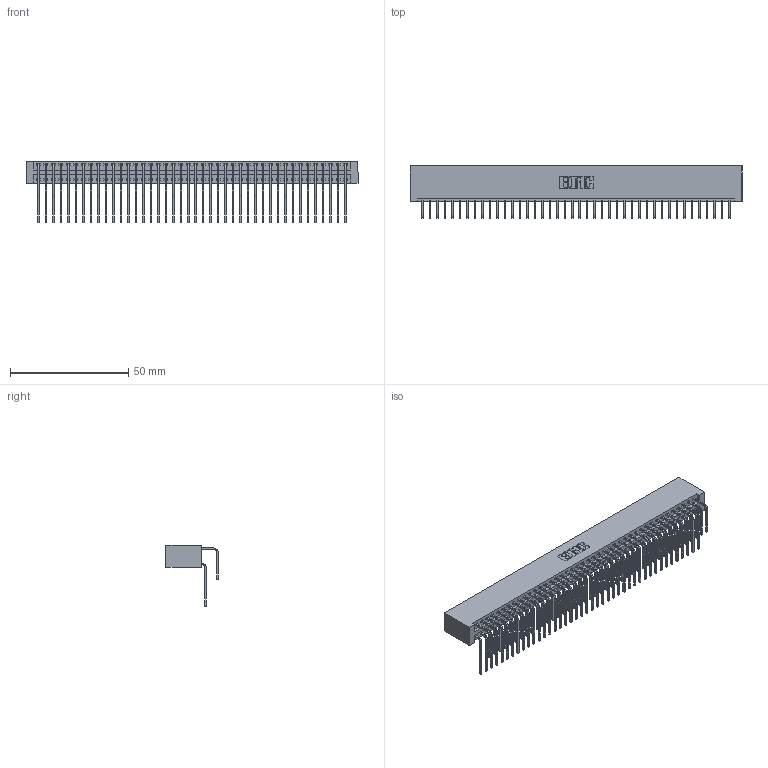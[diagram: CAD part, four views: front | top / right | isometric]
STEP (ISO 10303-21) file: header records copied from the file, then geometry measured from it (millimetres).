
FILE_DESCRIPTION (( 'STEP AP203' ), '1' );
FILE_NAME ('346-084-558-201.STEP', '2022-05-25T20:47:46', ( '' ), ( '' ), 'SwSTEP 2.0', 'SolidWorks 2020', '' );
FILE_SCHEMA (( 'CONFIG_CONTROL_DESIGN' ));
Length unit declared in the file: inch
Products named in the file (4): 345-292-001_558 559 Tail - 1; 345-292-001_558 Tail - 2; 346-084-558-201; 346 Part_No Mounting Lugs
Assembly tree (85 placements, depth 2):
  346-084-558-201
    346 Part_No Mounting Lugs
    345-292-001_558 559 Tail - 1  x42
    345-292-001_558 Tail - 2  x42
Bounding box: 140.59 x 22.16 x 26.16 mm (x, y, z)
Volume: 14767 mm3; surface area: 22786.1 mm2
Topology: 85 solids, 85 shells, 4650 faces, 13829 edges, 9106 vertices
Faces by surface type: plane 3180, cylinder 1470
Entity records: 28917 total; most frequent: CARTESIAN_POINT 4815, ORIENTED_EDGE 4698, DIRECTION 4261, EDGE_CURVE 2349, VECTOR 2017, LINE 2017, VERTEX_POINT 1562, AXIS2_PLACEMENT_3D 1122
